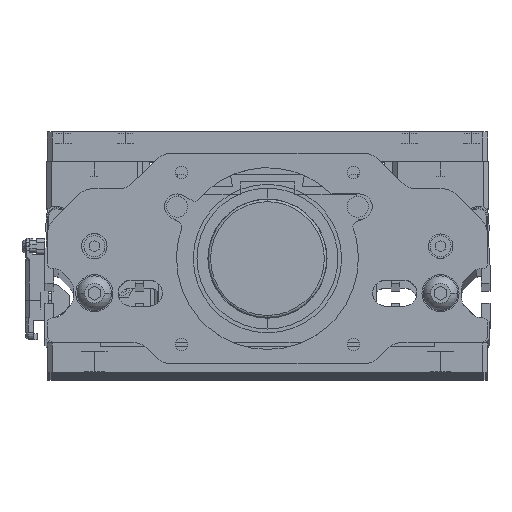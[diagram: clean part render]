
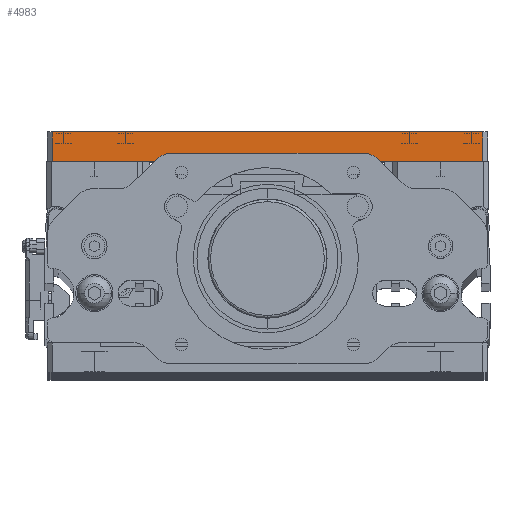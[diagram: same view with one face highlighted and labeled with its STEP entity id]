
A CAD part, top view. The second image highlights one B-rep face of the part: STEP entity #4983.
In plain terms, the highlighted planar face has unit normal (0, 0, 1).
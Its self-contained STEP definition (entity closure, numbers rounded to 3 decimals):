
#1212 = VECTOR ( 'NONE', #53724, 1000. ) ;
#2343 = LINE ( 'NONE', #66361, #100991 ) ;
#3483 = DIRECTION ( 'NONE',  ( 0., 0., 1. ) ) ;
#4983 = ADVANCED_FACE ( 'NONE', ( #27239 ), #26183, .T. ) ;
#6362 = CARTESIAN_POINT ( 'NONE',  ( 87., 88., 270. ) ) ;
#9508 = AXIS2_PLACEMENT_3D ( 'NONE', #75968, #3483, #35715 ) ;
#13201 = VECTOR ( 'NONE', #57541, 1000. ) ;
#16249 = LINE ( 'NONE', #44164, #13201 ) ;
#17490 = ORIENTED_EDGE ( 'NONE', *, *, #64851, .T. ) ;
#26183 = PLANE ( 'NONE',  #9508 ) ;
#27239 = FACE_OUTER_BOUND ( 'NONE', #65799, .T. ) ;
#29655 = EDGE_CURVE ( 'NONE', #38680, #37817, #2343, .T. ) ;
#35341 = DIRECTION ( 'NONE',  ( 0., 1., 0. ) ) ;
#35715 = DIRECTION ( 'NONE',  ( 1., 0., 0. ) ) ;
#37817 = VERTEX_POINT ( 'NONE', #86378 ) ;
#38680 = VERTEX_POINT ( 'NONE', #83287 ) ;
#39932 = ORIENTED_EDGE ( 'NONE', *, *, #64006, .F. ) ;
#44164 = CARTESIAN_POINT ( 'NONE',  ( -87., 88., 270. ) ) ;
#45998 = CARTESIAN_POINT ( 'NONE',  ( -87., 88., 270. ) ) ;
#53724 = DIRECTION ( 'NONE',  ( 0., 1., 0. ) ) ;
#57541 = DIRECTION ( 'NONE',  ( 1., 0., 0. ) ) ;
#64006 = EDGE_CURVE ( 'NONE', #101375, #38680, #66501, .T. ) ;
#64851 = EDGE_CURVE ( 'NONE', #83528, #37817, #102678, .T. ) ;
#65799 = EDGE_LOOP ( 'NONE', ( #86516, #39932, #77626, #17490 ) ) ;
#66361 = CARTESIAN_POINT ( 'NONE',  ( -87., 100., 270. ) ) ;
#66501 = LINE ( 'NONE', #76556, #1212 ) ;
#75968 = CARTESIAN_POINT ( 'NONE',  ( -87., 88., 270. ) ) ;
#76556 = CARTESIAN_POINT ( 'NONE',  ( -87., 88., 270. ) ) ;
#77626 = ORIENTED_EDGE ( 'NONE', *, *, #84653, .T. ) ;
#83287 = CARTESIAN_POINT ( 'NONE',  ( -87., 100., 270. ) ) ;
#83528 = VERTEX_POINT ( 'NONE', #84877 ) ;
#84653 = EDGE_CURVE ( 'NONE', #101375, #83528, #16249, .T. ) ;
#84877 = CARTESIAN_POINT ( 'NONE',  ( 87., 88., 270. ) ) ;
#86378 = CARTESIAN_POINT ( 'NONE',  ( 87., 100., 270. ) ) ;
#86516 = ORIENTED_EDGE ( 'NONE', *, *, #29655, .F. ) ;
#97013 = VECTOR ( 'NONE', #35341, 1000. ) ;
#98647 = DIRECTION ( 'NONE',  ( 1., 0., 0. ) ) ;
#100991 = VECTOR ( 'NONE', #98647, 1000. ) ;
#101375 = VERTEX_POINT ( 'NONE', #45998 ) ;
#102678 = LINE ( 'NONE', #6362, #97013 ) ;
